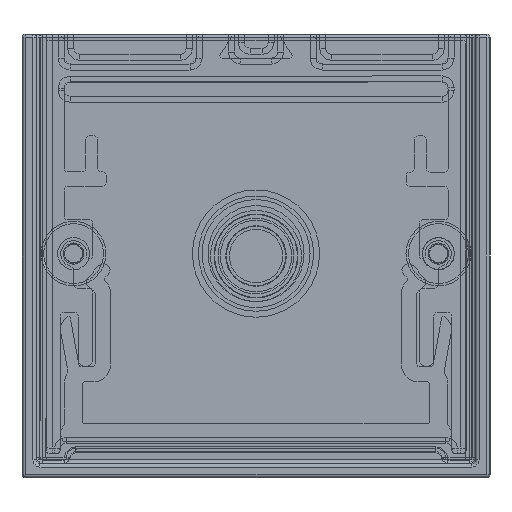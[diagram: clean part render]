
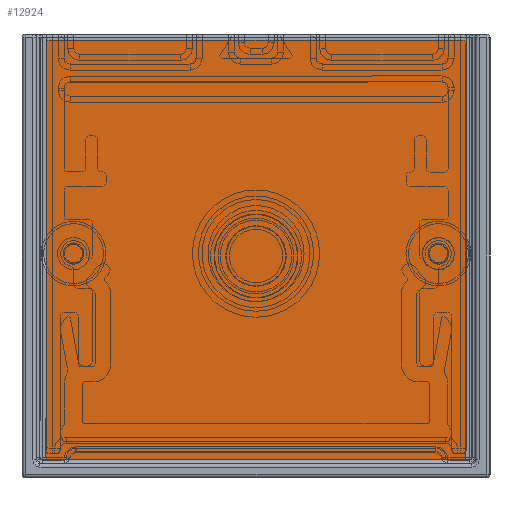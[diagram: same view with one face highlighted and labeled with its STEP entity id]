
A CAD part, front view. The second image highlights one B-rep face of the part: STEP entity #12924.
In plain terms, the highlighted planar face has unit normal (0, -1, 0).
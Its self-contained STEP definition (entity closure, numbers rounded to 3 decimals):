
#468=PLANE('',#14595);
#1423=LINE('',#23571,#2399);
#1429=LINE('',#23592,#2405);
#1433=LINE('',#23603,#2409);
#1434=LINE('',#23605,#2410);
#2399=VECTOR('',#18796,10.);
#2405=VECTOR('',#18816,10.);
#2409=VECTOR('',#18830,10.);
#2410=VECTOR('',#18833,10.);
#3184=FACE_OUTER_BOUND('',#3988,.T.);
#3988=EDGE_LOOP('',(#11751,#11752,#11753,#11754,#11755,#11756,#11757,#11758));
#4832=CIRCLE('',#14580,0.3);
#4836=CIRCLE('',#14587,0.3);
#4837=CIRCLE('',#14590,0.3);
#4838=CIRCLE('',#14592,0.3);
#6065=VERTEX_POINT('',#23561);
#6066=VERTEX_POINT('',#23563);
#6068=VERTEX_POINT('',#23569);
#6074=VERTEX_POINT('',#23585);
#6075=VERTEX_POINT('',#23587);
#6076=VERTEX_POINT('',#23591);
#6077=VERTEX_POINT('',#23595);
#6078=VERTEX_POINT('',#23599);
#7953=EDGE_CURVE('',#6065,#6066,#4832,.T.);
#7957=EDGE_CURVE('',#6065,#6068,#1423,.T.);
#7965=EDGE_CURVE('',#6074,#6075,#4836,.T.);
#7967=EDGE_CURVE('',#6076,#6075,#1429,.T.);
#7969=EDGE_CURVE('',#6076,#6077,#4837,.T.);
#7972=EDGE_CURVE('',#6078,#6068,#4838,.T.);
#7973=EDGE_CURVE('',#6078,#6077,#1433,.T.);
#7974=EDGE_CURVE('',#6074,#6066,#1434,.T.);
#11751=ORIENTED_EDGE('',*,*,#7953,.F.);
#11752=ORIENTED_EDGE('',*,*,#7957,.T.);
#11753=ORIENTED_EDGE('',*,*,#7972,.F.);
#11754=ORIENTED_EDGE('',*,*,#7973,.T.);
#11755=ORIENTED_EDGE('',*,*,#7969,.F.);
#11756=ORIENTED_EDGE('',*,*,#7967,.T.);
#11757=ORIENTED_EDGE('',*,*,#7965,.F.);
#11758=ORIENTED_EDGE('',*,*,#7974,.T.);
#12924=ADVANCED_FACE('',(#3184),#468,.F.);
#14580=AXIS2_PLACEMENT_3D('',#23564,#18789,#18790);
#14587=AXIS2_PLACEMENT_3D('',#23588,#18811,#18812);
#14590=AXIS2_PLACEMENT_3D('',#23596,#18820,#18821);
#14592=AXIS2_PLACEMENT_3D('',#23601,#18826,#18827);
#14595=AXIS2_PLACEMENT_3D('',#23606,#18834,#18835);
#18789=DIRECTION('center_axis',(0.,1.,0.));
#18790=DIRECTION('ref_axis',(0.707,0.,0.707));
#18796=DIRECTION('',(-1.,0.,0.));
#18811=DIRECTION('center_axis',(0.,1.,0.));
#18812=DIRECTION('ref_axis',(0.707,0.,-0.707));
#18816=DIRECTION('',(1.,0.,0.));
#18820=DIRECTION('center_axis',(0.,1.,0.));
#18821=DIRECTION('ref_axis',(-0.707,0.,-0.707));
#18826=DIRECTION('center_axis',(0.,1.,0.));
#18827=DIRECTION('ref_axis',(-0.707,0.,0.707));
#18830=DIRECTION('',(0.,0.,-1.));
#18833=DIRECTION('',(0.,0.,1.));
#18834=DIRECTION('center_axis',(0.,1.,0.));
#18835=DIRECTION('ref_axis',(1.,0.,0.));
#23561=CARTESIAN_POINT('',(17.2,-708.6,-0.5));
#23563=CARTESIAN_POINT('',(17.5,-708.6,-0.8));
#23564=CARTESIAN_POINT('Origin',(17.2,-708.6,-0.8));
#23569=CARTESIAN_POINT('',(-17.2,-708.6,-0.5));
#23571=CARTESIAN_POINT('',(17.5,-708.6,-0.5));
#23585=CARTESIAN_POINT('',(17.5,-708.6,-35.2));
#23587=CARTESIAN_POINT('',(17.2,-708.6,-35.5));
#23588=CARTESIAN_POINT('Origin',(17.2,-708.6,-35.2));
#23591=CARTESIAN_POINT('',(-17.2,-708.6,-35.5));
#23592=CARTESIAN_POINT('',(-17.5,-708.6,-35.5));
#23595=CARTESIAN_POINT('',(-17.5,-708.6,-35.2));
#23596=CARTESIAN_POINT('Origin',(-17.2,-708.6,-35.2));
#23599=CARTESIAN_POINT('',(-17.5,-708.6,-0.8));
#23601=CARTESIAN_POINT('Origin',(-17.2,-708.6,-0.8));
#23603=CARTESIAN_POINT('',(-17.5,-708.6,-0.5));
#23605=CARTESIAN_POINT('',(17.5,-708.6,-35.5));
#23606=CARTESIAN_POINT('Origin',(0.,-708.6,-18.));
